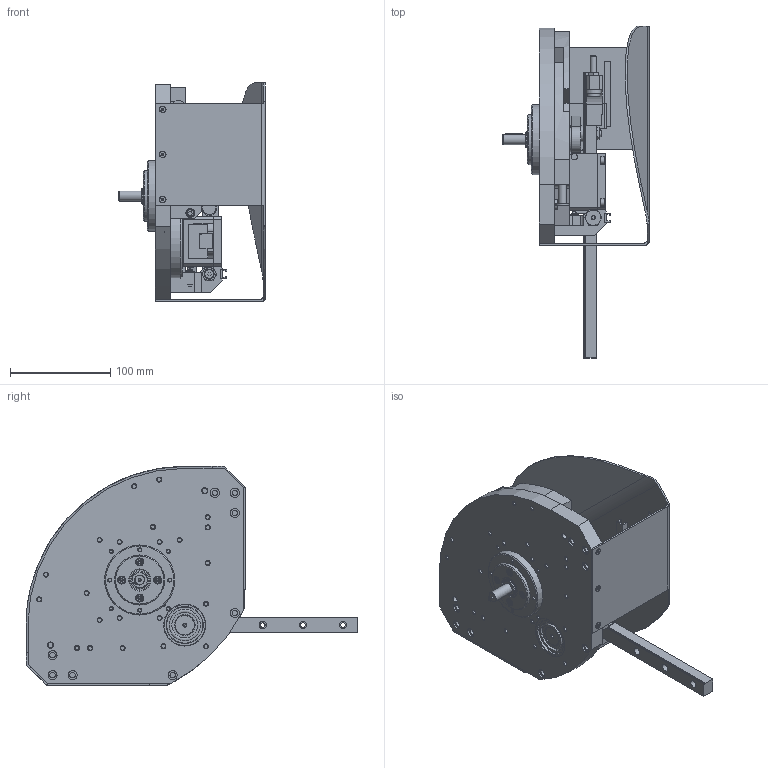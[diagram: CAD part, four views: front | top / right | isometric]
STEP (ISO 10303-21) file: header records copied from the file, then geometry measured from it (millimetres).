
FILE_DESCRIPTION(/* description */ ('STEP AP214'),/* implementation_level */ '2;1');
FILE_NAME(/* name */ '540239_HSW-16-AS-SD',/* time_stamp */ '2024-08-29T12:57:27+02:00',/* author */ ('License CC BY-ND 4.0'),/* organization */ ('CADENAS'),/* preprocessor_version */ 'ST-DEVELOPER v19.3',/* originating_system */ 'PARTsolutions',/* authorisation */ ' ');
FILE_SCHEMA (('AUTOMOTIVE_DESIGN {1 0 10303 214 3 1 1}'));
Length unit declared in the file: millimetre
Products named in the file (44): 540239 HSW-16-AS-SD---(0); 685738 HSW-16-GRUNDPLATTE; 685781 HSW-16-FLANSCH-AS; DIN-625-61801(F); DIN-912 - M4x14(F); 685784 HSW-16-WELLE-AS; DIN471 - 12x1; 685787 HSW-16-AS-BUCHSE; 685747 HSW-16-MITNEHMER; DIN-912 - M3x12(F); 8146543 ZBH-5-B; DIN6885-hF - A3x3x14; DIN6885-hF - A3x3x18; 685744 HSW-16-KULISSE-RECHTS; 685756 HSW-16-HALTER-RECHTS; DIN-912 - M5x30(F); 8137184 ZBH-9-B; 657693 HSP-16-SCHIENE; DIN 965 M3x4; 659428 HSP-25-DRUCKSTUECK; 692472 HSW-16-AE/-GE; 191193 YSRW-7-10M; 685774 HSW-16-STELLSCHRAUBE; 685743 HSW-16-KULISSE-LINKS; 685755 HSW-16-HALTER-LINKS; DIN-912 - M5x18(F); 685775 HSW-BOLZEN; 733953 HSW-16-AP-AW; DIN-625-61904-2RS(F); 685765 HSW-16-WELLE; DIN-912 - M4x8(F); 685771 HSW-16-LINEAREINHEIT-2; 685771 HSW-16-LINEAREINHEIT-1; 685750 HSW-16-STEG; DIN 439-A - M6; 657744 HSP-25; DIN-912 - M4x12(F); 657700 HSW-16-KURVENROLLE; DIN-439-B - M6(F); 8197893 HSW-16-AP-AW ...
Assembly tree (90 placements, depth 2):
  540239 HSW-16-AS-SD---(0)
    685738 HSW-16-GRUNDPLATTE
    685781 HSW-16-FLANSCH-AS
    DIN-625-61801(F)  x2
    DIN-912 - M4x14(F)  x4
    685784 HSW-16-WELLE-AS
    DIN471 - 12x1
    685787 HSW-16-AS-BUCHSE
    685747 HSW-16-MITNEHMER
    DIN-912 - M3x12(F)  x3
    8146543 ZBH-5-B  x2
    DIN6885-hF - A3x3x14
    DIN6885-hF - A3x3x18
    685744 HSW-16-KULISSE-RECHTS
    685756 HSW-16-HALTER-RECHTS
    DIN-912 - M5x30(F)  x4
    8137184 ZBH-9-B  x4
    657693 HSP-16-SCHIENE  x2
    DIN 965 M3x4  x2
    659428 HSP-25-DRUCKSTUECK  x2
    692472 HSW-16-AE/-GE  x2
    191193 YSRW-7-10M  x2
    685774 HSW-16-STELLSCHRAUBE  x2
    685743 HSW-16-KULISSE-LINKS
    685755 HSW-16-HALTER-LINKS
    DIN-912 - M5x18(F)  x8
    685775 HSW-BOLZEN  x2
    733953 HSW-16-AP-AW
    DIN-625-61904-2RS(F)  x2
    685765 HSW-16-WELLE
    DIN-912 - M4x8(F)  x4
    685771 HSW-16-LINEAREINHEIT-2
    685771 HSW-16-LINEAREINHEIT-1
    685750 HSW-16-STEG
    DIN 439-A - M6  x2
    657744 HSP-25  x2
    DIN-912 - M4x12(F)  x6
    657700 HSW-16-KURVENROLLE
    DIN-439-B - M6(F)
    8197893 HSW-16-AP-AW
    DIN 6325 - 4x12(F)  x2
    DIN-912 - M5x12(F)  x4
    685805 HSW-16-ABDECKBLECH
    Senkschraube DIN 7991 M3x6  x6
Bounding box: 146.5 x 331.5 x 219 mm (x, y, z)
Volume: 1251383.6 mm3; surface area: 462924.9 mm2
Topology: 90 solids, 90 shells, 2391 faces, 5115 edges, 3057 vertices
Faces by surface type: plane 1168, cone 646, cylinder 524, torus 49, sphere 4
Full cylindrical faces by diameter (mm): 1.7 x2, 2.161 x2, 2.459 x14, 3 x13, 3.242 x23, 3.4 x9, 4 x21, 4.134 x29, 4.5 x19, 4.917 x5, 5 x20, 5.466 x2, 5.5 x19, 5.6 x2, 6 x18, 6.2 x2, 6.4 x2, 6.647 x4, 7 x14, 7.5 x7, 8 x14, 8.376 x2, 8.5 x18, 8.6 x2, 8.917 x2, 9 x18, 10 x22, 11.5 x2, 12 x6, 12.45 x3
Entity records: 36110 total; most frequent: DIRECTION 6248, CARTESIAN_POINT 6185, ORIENTED_EDGE 4784, AXIS2_PLACEMENT_3D 2575, EDGE_CURVE 2392, FACE_BOUND 2246, EDGE_LOOP 2212, VERTEX_POINT 1826
